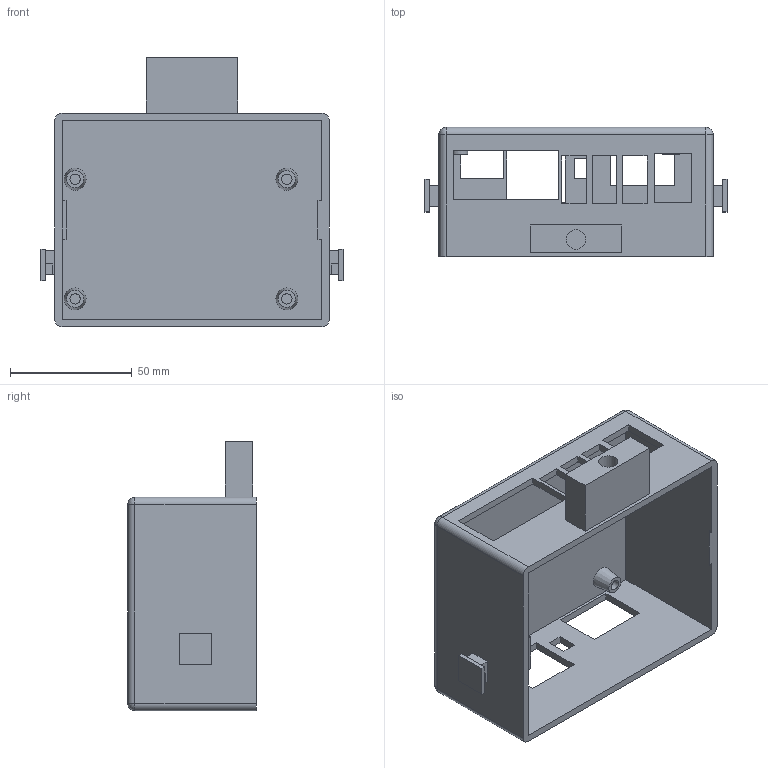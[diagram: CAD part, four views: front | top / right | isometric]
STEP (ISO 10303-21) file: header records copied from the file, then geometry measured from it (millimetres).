
FILE_DESCRIPTION(('FreeCAD Model'),'2;1');
FILE_NAME('Open CASCADE Shape Model','2025-11-16T21:20:05',(''),(''), 'Open CASCADE STEP processor 7.8','FreeCAD','Unknown');
FILE_SCHEMA(('AUTOMOTIVE_DESIGN { 1 0 10303 214 1 1 1 1 }'));
Length unit declared in the file: millimetre
Products named in the file (1): Box
Bounding box: 124.2 x 53 x 110.8 mm (x, y, z)
Volume: 89305.3 mm3; surface area: 59418.1 mm2
Topology: 1 solids, 1 shells, 121 faces, 298 edges, 194 vertices
Faces by surface type: plane 100, cylinder 13, cone 4, sphere 4
Full cylindrical faces by diameter (mm): 4.25 x4, 8 x1
Entity records: 3568 total; most frequent: CARTESIAN_POINT 618, ORIENTED_EDGE 596, DIRECTION 572, EDGE_CURVE 298, LINE 260, VECTOR 260, VERTEX_POINT 194, AXIS2_PLACEMENT_3D 156
